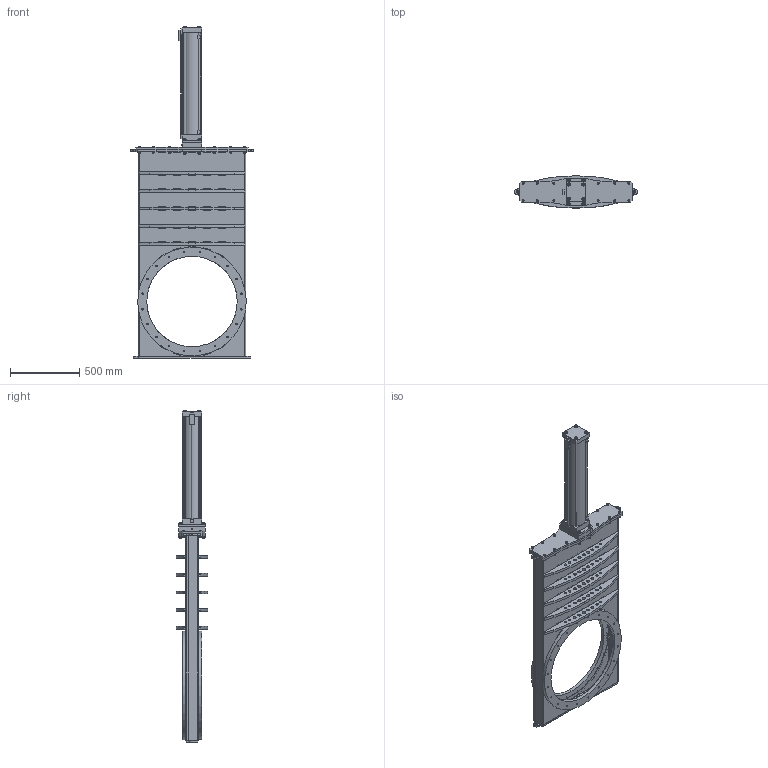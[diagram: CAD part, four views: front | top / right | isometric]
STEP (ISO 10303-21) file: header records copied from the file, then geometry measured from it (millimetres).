
FILE_DESCRIPTION (( 'STEP AP203' ), '1' );
FILE_NAME ('115181-01S.STEP', '2014-09-22T20:12:14', ( '' ), ( '' ), 'SwSTEP 2.0', 'SolidWorks 2014', '' );
FILE_SCHEMA (( 'CONFIG_CONTROL_DESIGN' ));
Length unit declared in the file: inch
Products named in the file (1): 115181-01S
Bounding box: 882.65 x 229.74 x 2389.2 mm (x, y, z)
Surface area: 6431911.8 mm2 (no closed solid volume)
Topology: 0 solids, 235 shells, 1131 faces, 4141 edges, 3195 vertices
Faces by surface type: plane 558, cylinder 459, cone 114
Entity records: 46653 total; most frequent: CARTESIAN_POINT 10730, DIRECTION 7516, ORIENTED_EDGE 6140, EDGE_CURVE 4117, VERTEX_POINT 3195, AXIS2_PLACEMENT_3D 2525, VECTOR 2466, LINE 2466
